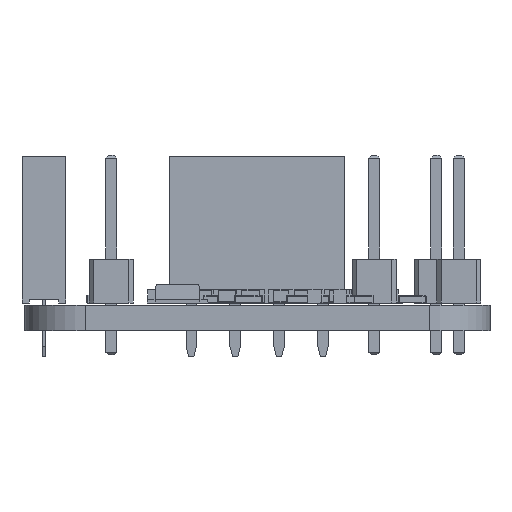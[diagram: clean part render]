
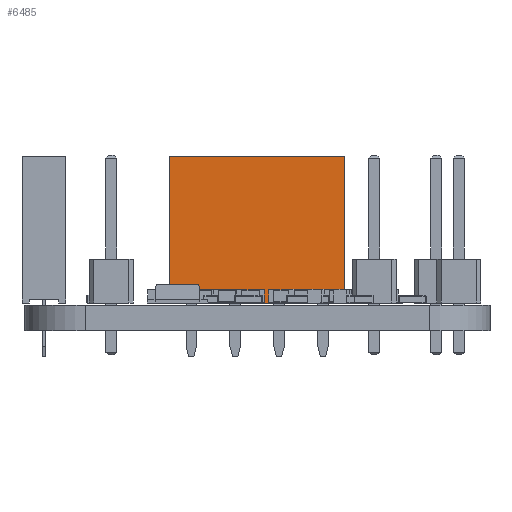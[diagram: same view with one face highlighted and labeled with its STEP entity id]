
A CAD part, front view. The second image highlights one B-rep face of the part: STEP entity #6485.
In plain terms, the highlighted face is planar.
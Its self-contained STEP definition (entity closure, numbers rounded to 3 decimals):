
#5862 = VERTEX_POINT('',#5863);
#5863 = CARTESIAN_POINT('',(-1.27,-8.89,0.));
#5871 = EDGE_CURVE('',#5862,#5872,#5874,.T.);
#5872 = VERTEX_POINT('',#5873);
#5873 = CARTESIAN_POINT('',(-1.27,-8.89,8.5));
#5874 = LINE('',#5875,#5876);
#5875 = CARTESIAN_POINT('',(-1.27,-8.89,0.));
#5876 = VECTOR('',#5877,1.);
#5877 = DIRECTION('',(0.,0.,1.));
#5934 = VERTEX_POINT('',#5935);
#5935 = CARTESIAN_POINT('',(-1.27,1.27,8.5));
#5941 = EDGE_CURVE('',#5942,#5934,#5944,.T.);
#5942 = VERTEX_POINT('',#5943);
#5943 = CARTESIAN_POINT('',(-1.27,1.27,0.));
#5944 = LINE('',#5945,#5946);
#5945 = CARTESIAN_POINT('',(-1.27,1.27,0.));
#5946 = VECTOR('',#5947,1.);
#5947 = DIRECTION('',(0.,0.,1.));
#6006 = EDGE_CURVE('',#5934,#5872,#6007,.T.);
#6007 = LINE('',#6008,#6009);
#6008 = CARTESIAN_POINT('',(-1.27,1.27,8.5));
#6009 = VECTOR('',#6010,1.);
#6010 = DIRECTION('',(0.,-1.,0.));
#6165 = EDGE_CURVE('',#5942,#5862,#6166,.T.);
#6166 = LINE('',#6167,#6168);
#6167 = CARTESIAN_POINT('',(-1.27,1.27,0.));
#6168 = VECTOR('',#6169,1.);
#6169 = DIRECTION('',(0.,-1.,0.));
#6485 = ADVANCED_FACE('',(#6486),#6492,.F.);
#6486 = FACE_BOUND('',#6487,.F.);
#6487 = EDGE_LOOP('',(#6488,#6489,#6490,#6491));
#6488 = ORIENTED_EDGE('',*,*,#5941,.T.);
#6489 = ORIENTED_EDGE('',*,*,#6006,.T.);
#6490 = ORIENTED_EDGE('',*,*,#5871,.F.);
#6491 = ORIENTED_EDGE('',*,*,#6165,.F.);
#6492 = PLANE('',#6493);
#6493 = AXIS2_PLACEMENT_3D('',#6494,#6495,#6496);
#6494 = CARTESIAN_POINT('',(-1.27,1.27,0.));
#6495 = DIRECTION('',(1.,0.,0.));
#6496 = DIRECTION('',(0.,-1.,0.));
